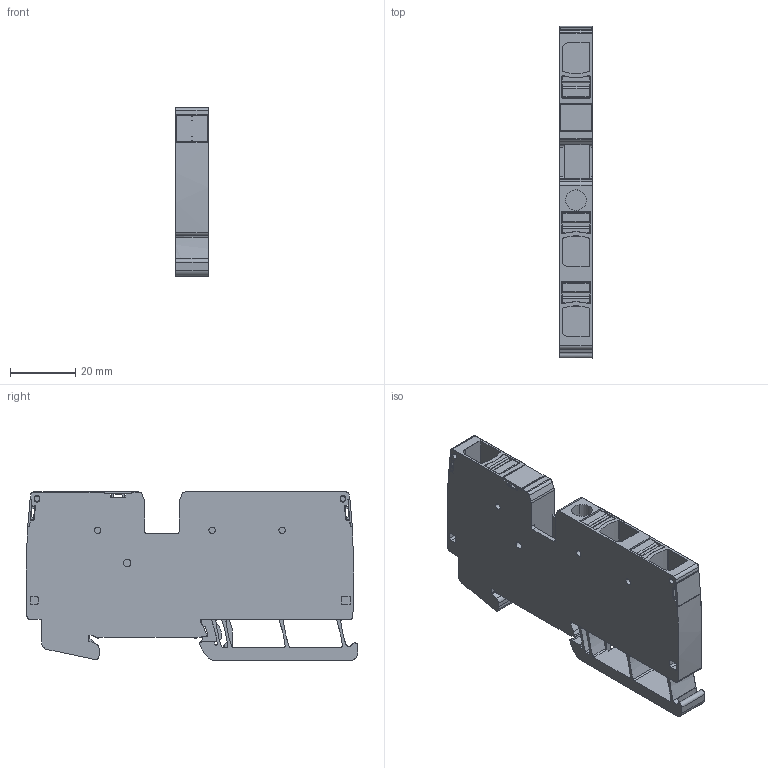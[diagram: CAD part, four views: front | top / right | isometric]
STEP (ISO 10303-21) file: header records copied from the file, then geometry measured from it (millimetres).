
FILE_DESCRIPTION(('CATIA V5 STEP Exchange','CAx-IF Rec.Pracs.--- Model Styling and Organization---1.5--- 2016-08-15','CAx-IF Rec.Pracs.---Supplemental Geometry---1.0---2011-11-01','CAx-IF Rec.Pracs.--- Composite Materials ---1.1---2010-07-15'),'2;1');
FILE_NAME ('1135622-2_1', '2025-09-19T08:35:52+00:00', ('none'), ('Weidmueller'), 'CATIA Version 5-6 Release 2024 SP4', 'CATIA V5 STEP AP214 v3', 'none');
FILE_SCHEMA(('AUTOMOTIVE_DESIGN { 1 0 10303 214 1 1 1 1 }'));
Length unit declared in the file: millimetre
Products named in the file (1): 2674990000_A3C_10_PE_DL
Bounding box: 10 x 101.48 x 51.5 mm (x, y, z)
Volume: 39091.8 mm3; surface area: 28447.4 mm2
Topology: 10 solids, 10 shells, 1061 faces, 3106 edges, 2075 vertices
Faces by surface type: plane 558, cylinder 473, cone 12, sphere 12, torus 6
Entity records: 34985 total; most frequent: CARTESIAN_POINT 7927, ORIENTED_EDGE 6188, DIRECTION 4628, EDGE_CURVE 3094, VERTEX_POINT 2075, VECTOR 2053, LINE 2053, AXIS2_PLACEMENT_3D 1702
